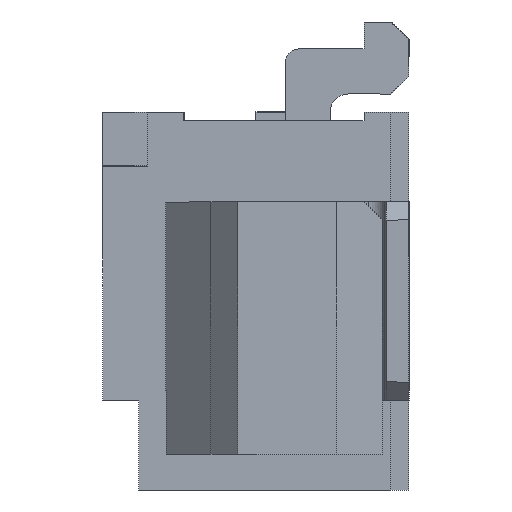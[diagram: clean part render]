
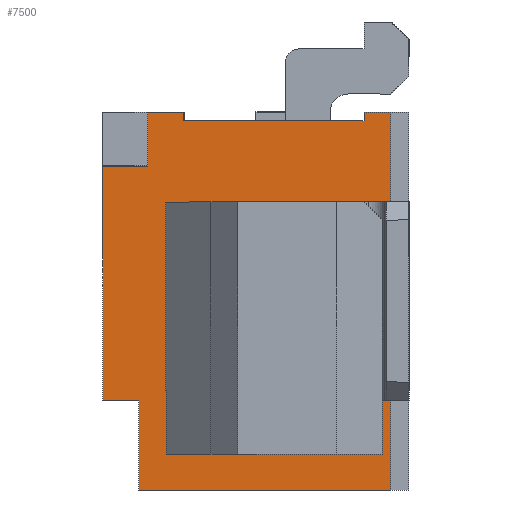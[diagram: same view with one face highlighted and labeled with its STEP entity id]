
A CAD part, left-side view. The second image highlights one B-rep face of the part: STEP entity #7500.
In plain terms, the highlighted planar face has unit normal (-1, 0, 0).
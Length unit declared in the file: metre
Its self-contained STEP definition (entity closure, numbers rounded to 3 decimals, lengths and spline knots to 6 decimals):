
#51 = DIRECTION ( 'NONE',  ( 0., 1., 0. ) ) ;
#185 = ORIENTED_EDGE ( 'NONE', *, *, #6512, .T. ) ;
#307 = ORIENTED_EDGE ( 'NONE', *, *, #664, .T. ) ;
#334 = DIRECTION ( 'NONE',  ( 0., 0., -1. ) ) ;
#517 = VERTEX_POINT ( 'NONE', #2916 ) ;
#550 = ORIENTED_EDGE ( 'NONE', *, *, #7590, .T. ) ;
#664 = EDGE_CURVE ( 'NONE', #1771, #5299, #2509, .T. ) ;
#684 = VERTEX_POINT ( 'NONE', #2395 ) ;
#1022 = EDGE_LOOP ( 'NONE', ( #4610, #5540, #3819, #9566 ) ) ;
#1092 = VERTEX_POINT ( 'NONE', #8816 ) ;
#1119 = LINE ( 'NONE', #5575, #8523 ) ;
#1160 = CARTESIAN_POINT ( 'NONE',  ( -0.004, 0.0025, 0.002 ) ) ;
#1284 = ORIENTED_EDGE ( 'NONE', *, *, #6311, .T. ) ;
#1367 = EDGE_CURVE ( 'NONE', #7722, #5944, #6092, .T. ) ;
#1431 = VECTOR ( 'NONE', #3156, 1. ) ;
#1701 = EDGE_CURVE ( 'NONE', #3083, #6824, #8005, .T. ) ;
#1760 = ORIENTED_EDGE ( 'NONE', *, *, #1367, .T. ) ;
#1771 = VERTEX_POINT ( 'NONE', #4705 ) ;
#1816 = CARTESIAN_POINT ( 'NONE',  ( -0.004, 0.0034, 0.0015 ) ) ;
#1838 = VECTOR ( 'NONE', #4162, 1. ) ;
#1866 = CARTESIAN_POINT ( 'NONE',  ( -0.004, 0.003, -0.0021 ) ) ;
#1934 = VECTOR ( 'NONE', #4097, 1. ) ;
#1947 = CARTESIAN_POINT ( 'NONE',  ( -0.004, 0.0002, -0.0021 ) ) ;
#1957 = LINE ( 'NONE', #9256, #3891 ) ;
#1960 = CARTESIAN_POINT ( 'NONE',  ( -0.004, 0., 0.0011 ) ) ;
#2105 = ORIENTED_EDGE ( 'NONE', *, *, #2887, .T. ) ;
#2224 = LINE ( 'NONE', #3602, #4599 ) ;
#2389 = VERTEX_POINT ( 'NONE', #3390 ) ;
#2395 = CARTESIAN_POINT ( 'NONE',  ( -0.004, 0.0029, 0.0015 ) ) ;
#2509 = LINE ( 'NONE', #4611, #4989 ) ;
#2582 = CARTESIAN_POINT ( 'NONE',  ( -0.004, 0., -0.0017 ) ) ;
#2677 = PLANE ( 'NONE',  #5365 ) ;
#2688 = CARTESIAN_POINT ( 'NONE',  ( -0.004, 0., 0.0021 ) ) ;
#2800 = LINE ( 'NONE', #9447, #1838 ) ;
#2887 = EDGE_CURVE ( 'NONE', #5299, #517, #6328, .T. ) ;
#2898 = LINE ( 'NONE', #6968, #1431 ) ;
#2916 = CARTESIAN_POINT ( 'NONE',  ( -0.004, 0.0025, 0.0021 ) ) ;
#2921 = VECTOR ( 'NONE', #5820, 1. ) ;
#3083 = VERTEX_POINT ( 'NONE', #5194 ) ;
#3156 = DIRECTION ( 'NONE',  ( 0., -1., 0. ) ) ;
#3390 = CARTESIAN_POINT ( 'NONE',  ( -0.004, 0.0027, 0.0011 ) ) ;
#3461 = DIRECTION ( 'NONE',  ( 0., 1., 0. ) ) ;
#3488 = CARTESIAN_POINT ( 'NONE',  ( -0.004, 0., 0.0015 ) ) ;
#3504 = DIRECTION ( 'NONE',  ( 0., -1., 0. ) ) ;
#3591 = LINE ( 'NONE', #1960, #7374 ) ;
#3602 = CARTESIAN_POINT ( 'NONE',  ( -0.004, 0.0005, -0.0021 ) ) ;
#3725 = CARTESIAN_POINT ( 'NONE',  ( -0.004, 0.0005, 0.0021 ) ) ;
#3748 = LINE ( 'NONE', #3488, #8847 ) ;
#3759 = CARTESIAN_POINT ( 'NONE',  ( -0.004, 0.0034, -0.0011 ) ) ;
#3788 = EDGE_CURVE ( 'NONE', #2389, #3083, #3591, .T. ) ;
#3819 = ORIENTED_EDGE ( 'NONE', *, *, #1701, .T. ) ;
#3891 = VECTOR ( 'NONE', #6976, 1. ) ;
#4015 = VERTEX_POINT ( 'NONE', #1816 ) ;
#4043 = EDGE_CURVE ( 'NONE', #4137, #2389, #4180, .T. ) ;
#4097 = DIRECTION ( 'NONE',  ( 0., 1., 0. ) ) ;
#4137 = VERTEX_POINT ( 'NONE', #6788 ) ;
#4162 = DIRECTION ( 'NONE',  ( 0., 0., 1. ) ) ;
#4180 = LINE ( 'NONE', #9728, #8819 ) ;
#4230 = ORIENTED_EDGE ( 'NONE', *, *, #8915, .T. ) ;
#4240 = DIRECTION ( 'NONE',  ( 0., 1., 0. ) ) ;
#4244 = VERTEX_POINT ( 'NONE', #9315 ) ;
#4443 = VERTEX_POINT ( 'NONE', #3725 ) ;
#4534 = CARTESIAN_POINT ( 'NONE',  ( -0.004, 0., -0.0011 ) ) ;
#4599 = VECTOR ( 'NONE', #8909, 1. ) ;
#4610 = ORIENTED_EDGE ( 'NONE', *, *, #4043, .T. ) ;
#4611 = CARTESIAN_POINT ( 'NONE',  ( -0.004, 0., 0.002 ) ) ;
#4705 = CARTESIAN_POINT ( 'NONE',  ( -0.004, 0.0005, 0.002 ) ) ;
#4774 = FACE_OUTER_BOUND ( 'NONE', #6467, .T. ) ;
#4899 = EDGE_CURVE ( 'NONE', #4443, #1771, #2224, .T. ) ;
#4913 = LINE ( 'NONE', #2688, #2921 ) ;
#4989 = VECTOR ( 'NONE', #51, 1. ) ;
#5194 = CARTESIAN_POINT ( 'NONE',  ( -0.004, 0.0003, 0.0011 ) ) ;
#5240 = LINE ( 'NONE', #2582, #1934 ) ;
#5245 = VECTOR ( 'NONE', #9967, 1. ) ;
#5299 = VERTEX_POINT ( 'NONE', #1160 ) ;
#5339 = VERTEX_POINT ( 'NONE', #1947 ) ;
#5365 = AXIS2_PLACEMENT_3D ( 'NONE', #9624, #5685, #3461 ) ;
#5487 = LINE ( 'NONE', #1866, #8367 ) ;
#5540 = ORIENTED_EDGE ( 'NONE', *, *, #3788, .T. ) ;
#5575 = CARTESIAN_POINT ( 'NONE',  ( -0.004, 0.0029, -0.0021 ) ) ;
#5638 = DIRECTION ( 'NONE',  ( 0., 0., -1. ) ) ;
#5685 = DIRECTION ( 'NONE',  ( -1., 0., 0. ) ) ;
#5820 = DIRECTION ( 'NONE',  ( 0., 1., 0. ) ) ;
#5910 = EDGE_CURVE ( 'NONE', #7269, #684, #1119, .T. ) ;
#5921 = ORIENTED_EDGE ( 'NONE', *, *, #6364, .F. ) ;
#5944 = VERTEX_POINT ( 'NONE', #7061 ) ;
#6077 = CARTESIAN_POINT ( 'NONE',  ( -0.004, 0.0034, -0.0021 ) ) ;
#6085 = VECTOR ( 'NONE', #9067, 1. ) ;
#6092 = LINE ( 'NONE', #4534, #5245 ) ;
#6311 = EDGE_CURVE ( 'NONE', #4015, #7722, #7913, .T. ) ;
#6328 = LINE ( 'NONE', #7782, #6911 ) ;
#6364 = EDGE_CURVE ( 'NONE', #4443, #4244, #1957, .T. ) ;
#6381 = ORIENTED_EDGE ( 'NONE', *, *, #6686, .T. ) ;
#6467 = EDGE_LOOP ( 'NONE', ( #6381, #7092, #550, #1284, #1760, #7060, #4230, #185, #5921, #7278, #307, #2105 ) ) ;
#6512 = EDGE_CURVE ( 'NONE', #5339, #4244, #2800, .T. ) ;
#6686 = EDGE_CURVE ( 'NONE', #517, #7269, #4913, .T. ) ;
#6788 = CARTESIAN_POINT ( 'NONE',  ( -0.004, 0.0027, -0.0017 ) ) ;
#6824 = VERTEX_POINT ( 'NONE', #9115 ) ;
#6836 = DIRECTION ( 'NONE',  ( 0., 0., -1. ) ) ;
#6911 = VECTOR ( 'NONE', #6925, 1. ) ;
#6925 = DIRECTION ( 'NONE',  ( 0., 0., 1. ) ) ;
#6968 = CARTESIAN_POINT ( 'NONE',  ( -0.004, 0., -0.0021 ) ) ;
#6976 = DIRECTION ( 'NONE',  ( 0., -1., 0. ) ) ;
#7060 = ORIENTED_EDGE ( 'NONE', *, *, #8093, .T. ) ;
#7061 = CARTESIAN_POINT ( 'NONE',  ( -0.004, 0.003, -0.0011 ) ) ;
#7092 = ORIENTED_EDGE ( 'NONE', *, *, #5910, .T. ) ;
#7269 = VERTEX_POINT ( 'NONE', #7730 ) ;
#7278 = ORIENTED_EDGE ( 'NONE', *, *, #4899, .T. ) ;
#7304 = VECTOR ( 'NONE', #6836, 1. ) ;
#7374 = VECTOR ( 'NONE', #3504, 1. ) ;
#7439 = EDGE_CURVE ( 'NONE', #6824, #4137, #5240, .T. ) ;
#7500 = ADVANCED_FACE ( 'NONE', ( #9088, #4774 ), #2677, .T. ) ;
#7578 = CARTESIAN_POINT ( 'NONE',  ( -0.004, 0.0003, -0.0021 ) ) ;
#7590 = EDGE_CURVE ( 'NONE', #684, #4015, #3748, .T. ) ;
#7722 = VERTEX_POINT ( 'NONE', #3759 ) ;
#7730 = CARTESIAN_POINT ( 'NONE',  ( -0.004, 0.0029, 0.0021 ) ) ;
#7782 = CARTESIAN_POINT ( 'NONE',  ( -0.004, 0.0025, -0.0021 ) ) ;
#7913 = LINE ( 'NONE', #6077, #7304 ) ;
#8005 = LINE ( 'NONE', #7578, #6085 ) ;
#8093 = EDGE_CURVE ( 'NONE', #5944, #1092, #5487, .T. ) ;
#8223 = DIRECTION ( 'NONE',  ( 0., 0., 1. ) ) ;
#8367 = VECTOR ( 'NONE', #334, 1. ) ;
#8523 = VECTOR ( 'NONE', #5638, 1. ) ;
#8816 = CARTESIAN_POINT ( 'NONE',  ( -0.004, 0.003, -0.0021 ) ) ;
#8819 = VECTOR ( 'NONE', #8223, 1. ) ;
#8847 = VECTOR ( 'NONE', #4240, 1. ) ;
#8909 = DIRECTION ( 'NONE',  ( 0., 0., -1. ) ) ;
#8915 = EDGE_CURVE ( 'NONE', #1092, #5339, #2898, .T. ) ;
#9067 = DIRECTION ( 'NONE',  ( 0., 0., -1. ) ) ;
#9088 = FACE_BOUND ( 'NONE', #1022, .T. ) ;
#9115 = CARTESIAN_POINT ( 'NONE',  ( -0.004, 0.0003, -0.0017 ) ) ;
#9256 = CARTESIAN_POINT ( 'NONE',  ( -0.004, 0., 0.0021 ) ) ;
#9315 = CARTESIAN_POINT ( 'NONE',  ( -0.004, 0.0002, 0.0021 ) ) ;
#9447 = CARTESIAN_POINT ( 'NONE',  ( -0.004, 0.0002, -0.0021 ) ) ;
#9566 = ORIENTED_EDGE ( 'NONE', *, *, #7439, .T. ) ;
#9624 = CARTESIAN_POINT ( 'NONE',  ( -0.004, 0., -0.0021 ) ) ;
#9728 = CARTESIAN_POINT ( 'NONE',  ( -0.004, 0.0027, -0.0021 ) ) ;
#9967 = DIRECTION ( 'NONE',  ( 0., -1., 0. ) ) ;
